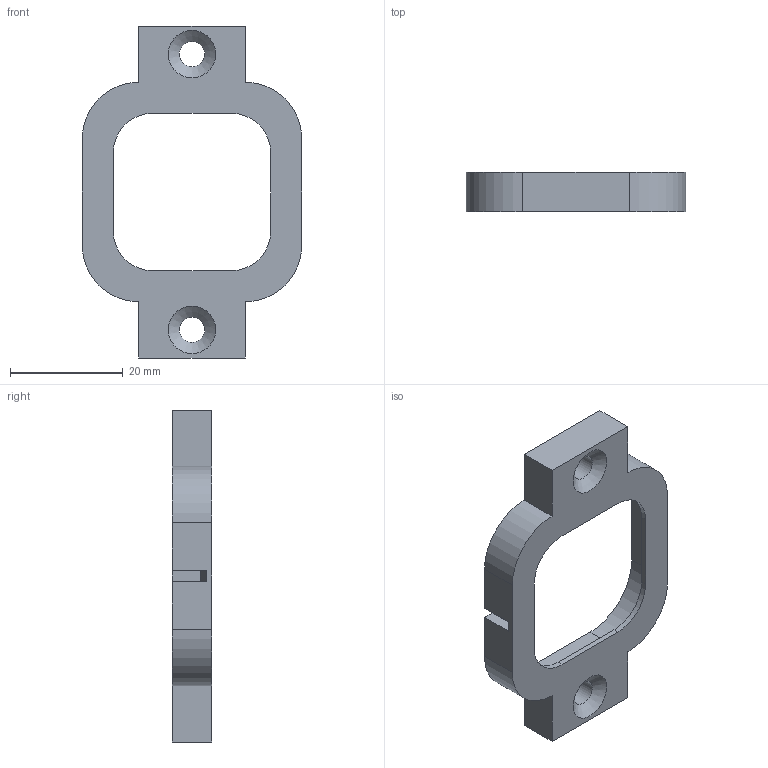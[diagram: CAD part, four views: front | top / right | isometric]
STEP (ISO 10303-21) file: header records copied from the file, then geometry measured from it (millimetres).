
FILE_DESCRIPTION(/* description */ (''),/* implementation_level */ '2;1');
FILE_NAME(/* name */ 'Load Cell Mount Base.step',/* time_stamp */ '2022-07-12T15:02:44-07:00',/* author */ (''),/* organization */ (''),/* preprocessor_version */ 'ST-DEVELOPER v19',/* originating_system */ 'Autodesk Translation Framework v11.7.0.108',/* authorisation */ '');
FILE_SCHEMA (('AUTOMOTIVE_DESIGN { 1 0 10303 214 3 1 1 }'));
Length unit declared in the file: centimetre
Products named in the file (1): Load Cell Mount Base
Bounding box: 39 x 7 x 59 mm (x, y, z)
Volume: 5155.5 mm3; surface area: 4251.8 mm2
Topology: 1 solids, 1 shells, 48 faces, 129 edges, 82 vertices
Faces by surface type: plane 28, cylinder 14, cone 6
Full cylindrical faces by diameter (mm): 4.5 x2
Entity records: 1536 total; most frequent: DIRECTION 261, CARTESIAN_POINT 260, ORIENTED_EDGE 258, EDGE_CURVE 129, LINE 95, VECTOR 95, AXIS2_PLACEMENT_3D 83, VERTEX_POINT 82
